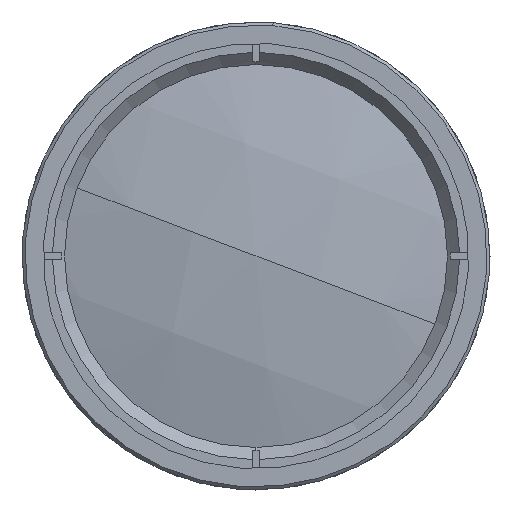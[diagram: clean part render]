
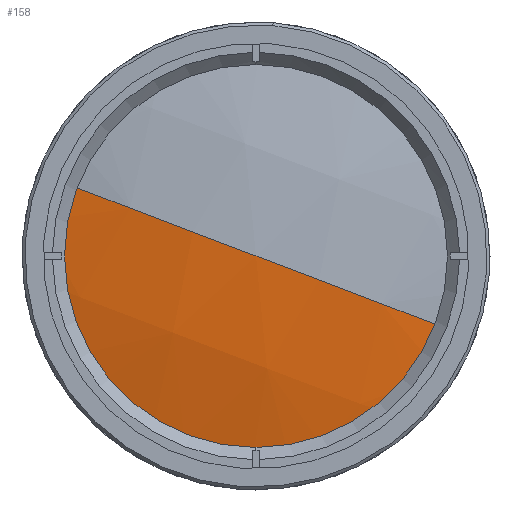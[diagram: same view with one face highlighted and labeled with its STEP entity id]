
A CAD part, left-side view. The second image highlights one B-rep face of the part: STEP entity #158.
In plain terms, the highlighted spherical face has radius 126.51 mm.
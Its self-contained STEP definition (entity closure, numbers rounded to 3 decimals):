
#56 = EDGE_LOOP ( 'NONE', ( #2544, #2563, #132 ) ) ;
#76 = DIRECTION ( 'NONE',  ( 0., 0.356, -0.935 ) ) ;
#132 = ORIENTED_EDGE ( 'NONE', *, *, #1860, .F. ) ;
#151 = CARTESIAN_POINT ( 'NONE',  ( 87.982, 0., 0. ) ) ;
#158 = ADVANCED_FACE ( 'NONE', ( #1032 ), #1740, .T. ) ;
#384 = DIRECTION ( 'NONE',  ( 0., -0.935, -0.356 ) ) ;
#631 = CARTESIAN_POINT ( 'NONE',  ( 87.982, 0., 0. ) ) ;
#667 = DIRECTION ( 'NONE',  ( 0., 0.935, 0.356 ) ) ;
#678 = AXIS2_PLACEMENT_3D ( 'NONE', #2397, #970, #2636 ) ;
#718 = AXIS2_PLACEMENT_3D ( 'NONE', #151, #1819, #384 ) ;
#970 = DIRECTION ( 'NONE',  ( -1., 0., 0. ) ) ;
#997 = CIRCLE ( 'NONE', #678, 33. ) ;
#1023 = CARTESIAN_POINT ( 'NONE',  ( -34.148, 30.844, 11.732 ) ) ;
#1032 = FACE_OUTER_BOUND ( 'NONE', #56, .T. ) ;
#1375 = DIRECTION ( 'NONE',  ( 0., 0.356, -0.935 ) ) ;
#1408 = EDGE_CURVE ( 'NONE', #2683, #2230, #997, .T. ) ;
#1422 = CIRCLE ( 'NONE', #718, 126.51 ) ;
#1495 = CARTESIAN_POINT ( 'NONE',  ( 87.982, 0., 0. ) ) ;
#1740 = SPHERICAL_SURFACE ( 'NONE', #2389, 126.51 ) ;
#1745 = DIRECTION ( 'NONE',  ( 0., 0.935, 0.356 ) ) ;
#1819 = DIRECTION ( 'NONE',  ( 0., -0.356, 0.935 ) ) ;
#1827 = CARTESIAN_POINT ( 'NONE',  ( -38.528, 0., 0. ) ) ;
#1860 = EDGE_CURVE ( 'NONE', #2683, #2266, #1422, .T. ) ;
#2230 = VERTEX_POINT ( 'NONE', #2516 ) ;
#2266 = VERTEX_POINT ( 'NONE', #1827 ) ;
#2389 = AXIS2_PLACEMENT_3D ( 'NONE', #631, #1375, #667 ) ;
#2397 = CARTESIAN_POINT ( 'NONE',  ( -34.148, 0., 0. ) ) ;
#2516 = CARTESIAN_POINT ( 'NONE',  ( -34.148, -30.844, -11.732 ) ) ;
#2544 = ORIENTED_EDGE ( 'NONE', *, *, #1408, .T. ) ;
#2563 = ORIENTED_EDGE ( 'NONE', *, *, #3044, .T. ) ;
#2588 = AXIS2_PLACEMENT_3D ( 'NONE', #1495, #76, #1745 ) ;
#2636 = DIRECTION ( 'NONE',  ( 0., -0.356, 0.935 ) ) ;
#2683 = VERTEX_POINT ( 'NONE', #1023 ) ;
#2889 = CIRCLE ( 'NONE', #2588, 126.51 ) ;
#3044 = EDGE_CURVE ( 'NONE', #2230, #2266, #2889, .T. ) ;
